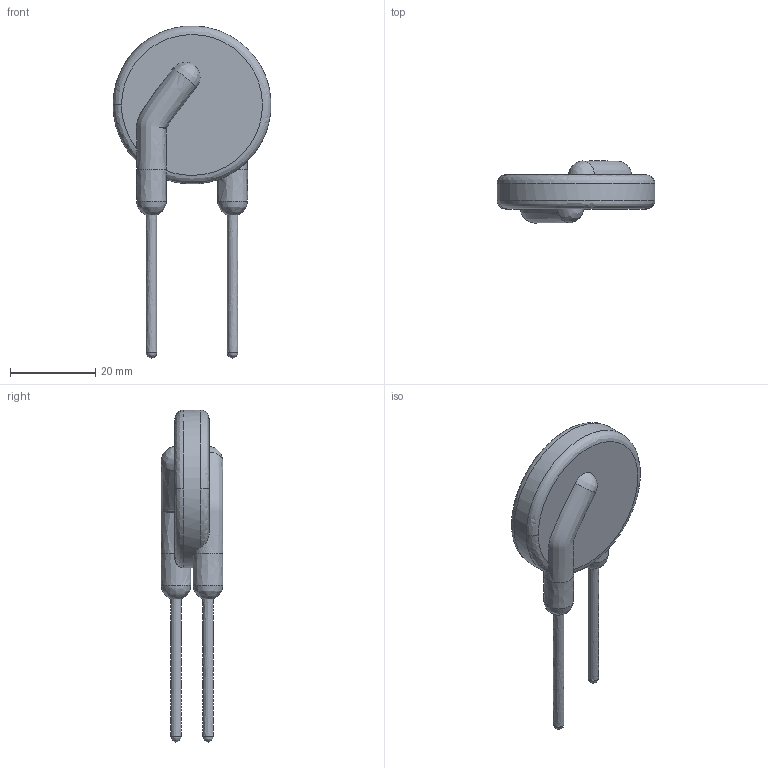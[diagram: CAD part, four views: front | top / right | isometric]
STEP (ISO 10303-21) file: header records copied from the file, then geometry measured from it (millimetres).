
FILE_DESCRIPTION(/* description */ (''),/* implementation_level */ '2;1');
FILE_NAME(/* name */ 'NTCMS3~3',/* time_stamp */ '2022-04-26T07:14:16+02:00',/* author */ (''),/* organization */ (''),/* preprocessor_version */ 'ST-DEVELOPER v16.5',/* originating_system */ '',/* authorisation */ '');
FILE_SCHEMA (('AUTOMOTIVE_DESIGN'));
Length unit declared in the file: millimetre
Products named in the file (1): Document
Bounding box: 37 x 14.5 x 77.75 mm (x, y, z)
Volume: 10415.2 mm3; surface area: 4062.9 mm2
Topology: 3 solids, 3 shells, 21 faces, 55 edges, 34 vertices
Faces by surface type: bspline 19, plane 2
Entity records: 1892 total; most frequent: CARTESIAN_POINT 1574, ORIENTED_EDGE 98, EDGE_CURVE 49, VERTEX_POINT 34, ADVANCED_FACE 21, FACE_OUTER_BOUND 21, EDGE_LOOP 21, B_SPLINE_CURVE_WITH_KNOTS 12
